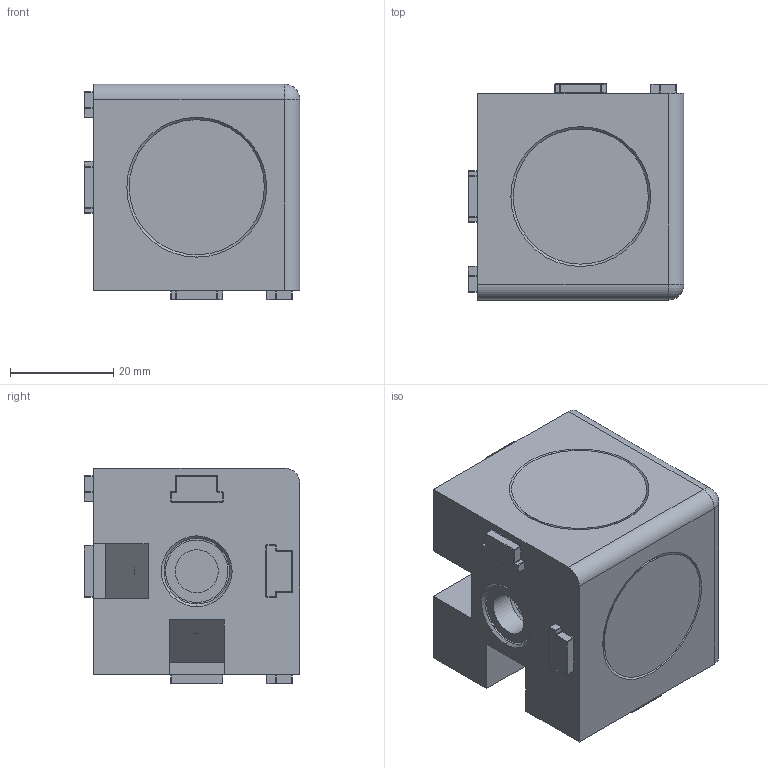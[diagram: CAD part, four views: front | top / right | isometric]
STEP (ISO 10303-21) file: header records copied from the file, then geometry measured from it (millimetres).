
FILE_DESCRIPTION (( 'STEP AP214' ), '1' );
FILE_NAME ('SNSS.30.70.14, 3-õ ñòîðîííèé êóáè÷åñêèé ñîåäèíèòåëü 40õ40_D, ïàç 10, C80.STEP', '2018-11-16T09:24:23', ( '' ), ( '' ), 'SwSTEP 2.0', 'SolidWorks 2018', '' );
FILE_SCHEMA (( 'AUTOMOTIVE_DESIGN' ));
Length unit declared in the file: millimetre
Products named in the file (4): SNSS.30.70.14, Çàãëóøêà, 3-õ ñòîðîííèé êóáè÷åñêèé ñîåäèíèòåëü 40õ40_D, ïàç 10, C80; SNSS.30.70.14, 3-õ ñòîðîííèé êóáè÷åñêèé ñîåäèíèòåëü 40õ40_D, ïàç 10, C80; SNSS.30.70.14, Îñíîâàíèå, 3-õ ñòîðîííèé êóáè÷åñêèé ñîåäèíèòåëü 40õ40_D, ïàç 10, C80_00; SNSS.30.70.14, Âñòàâêà, 3-õ ñòîðîííèé êóáè÷åñêèé ñîåäèíèòåëü 40õ40_D, ïàç 10, C80
Assembly tree (7 placements, depth 2):
  SNSS.30.70.14, 3-õ ñòîðîííèé êóáè÷åñêèé ñîåäèíèòåëü 40õ40_D, ïàç 10, C80
    SNSS.30.70.14, Îñíîâàíèå, 3-õ ñòîðîííèé êóáè÷åñêèé ñîåäèíèòåëü 40õ40_D, ïàç 10, C80_00
    SNSS.30.70.14, Âñòàâêà, 3-õ ñòîðîííèé êóáè÷åñêèé ñîåäèíèòåëü 40õ40_D, ïàç 10, C80  x3
    SNSS.30.70.14, Çàãëóøêà, 3-õ ñòîðîííèé êóáè÷åñêèé ñîåäèíèòåëü 40õ40_D, ïàç 10, C80  x3
Bounding box: 41.85 x 41.85 x 41.85 mm (x, y, z)
Volume: 38052.5 mm3; surface area: 22298.3 mm2
Topology: 7 solids, 7 shells, 418 faces, 951 edges, 509 vertices
Faces by surface type: cylinder 195, plane 96, sphere 49, torus 48, cone 30
Entity records: 10287 total; most frequent: DIRECTION 1970, CARTESIAN_POINT 1719, ORIENTED_EDGE 1636, EDGE_CURVE 818, AXIS2_PLACEMENT_3D 788, VERTEX_POINT 457, CIRCLE 404, VECTOR 394
